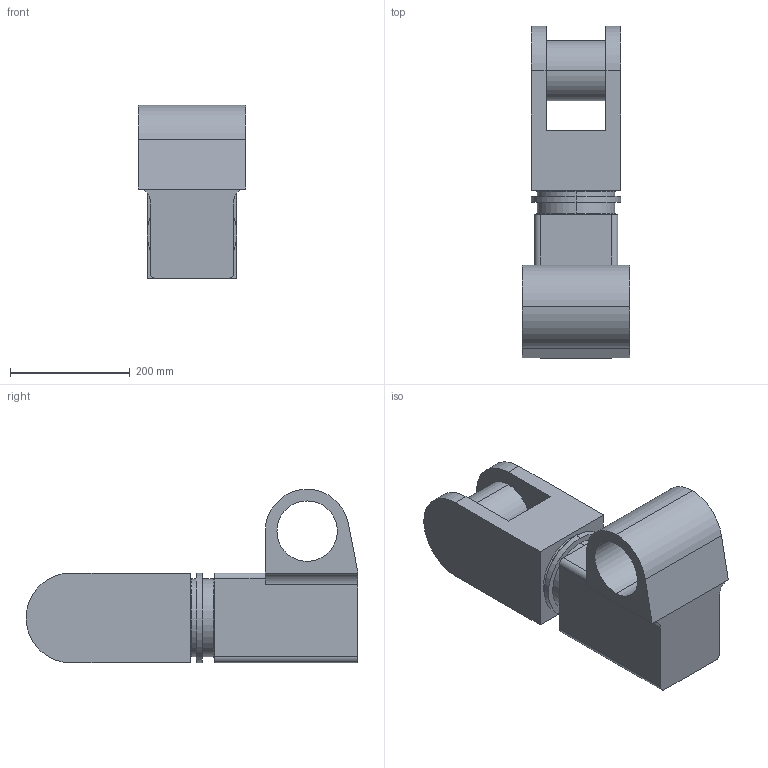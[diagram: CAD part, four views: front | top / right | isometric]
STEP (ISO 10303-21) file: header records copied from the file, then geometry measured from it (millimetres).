
FILE_DESCRIPTION (( 'STEP AP203' ), '1' );
FILE_NAME ('Link3_Default_sldprt.STEP', '2023-11-22T07:37:59', ( '' ), ( '' ), 'SwSTEP 2.0', 'SolidWorks 2020', '' );
FILE_SCHEMA (( 'CONFIG_CONTROL_DESIGN' ));
Length unit declared in the file: millimetre
Products named in the file (1): Link3_Default_sldprt
Bounding box: 180 x 555 x 290 mm (x, y, z)
Volume: 11411594.4 mm3; surface area: 554620.3 mm2
Topology: 1 solids, 2 shells, 53 faces, 126 edges, 82 vertices
Faces by surface type: plane 26, cylinder 23, torus 4
Entity records: 1629 total; most frequent: DIRECTION 288, CARTESIAN_POINT 262, ORIENTED_EDGE 252, EDGE_CURVE 126, AXIS2_PLACEMENT_3D 108, VERTEX_POINT 82, LINE 72, VECTOR 72
